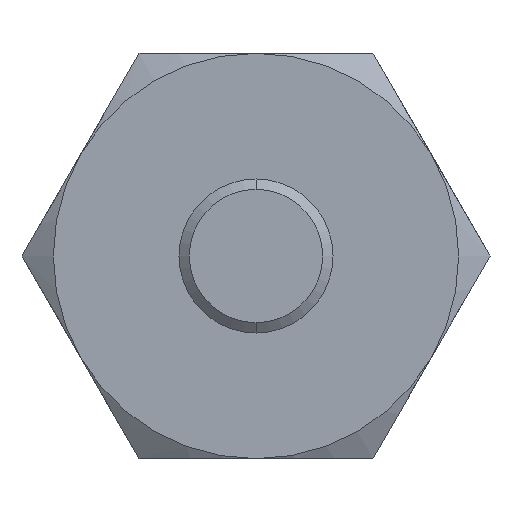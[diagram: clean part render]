
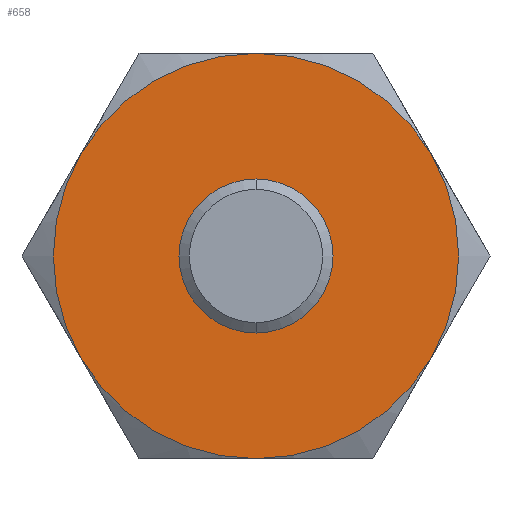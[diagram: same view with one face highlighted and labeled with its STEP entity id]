
A CAD part, front view. The second image highlights one B-rep face of the part: STEP entity #658.
In plain terms, the highlighted planar face has unit normal (0, -1, 0).
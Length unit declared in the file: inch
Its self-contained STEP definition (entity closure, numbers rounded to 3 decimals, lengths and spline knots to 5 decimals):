
#38 = CIRCLE ( 'NONE', #2926, 0.095 ) ;
#120 = CIRCLE ( 'NONE', #3217, 0.25 ) ;
#211 = ORIENTED_EDGE ( 'NONE', *, *, #1756, .T. ) ;
#277 = FACE_BOUND ( 'NONE', #1806, .T. ) ;
#285 = EDGE_CURVE ( 'NONE', #2529, #2869, #38, .T. ) ;
#291 = PLANE ( 'NONE',  #1684 ) ;
#307 = CARTESIAN_POINT ( 'NONE',  ( 0., 0., 0. ) ) ;
#366 = CIRCLE ( 'NONE', #2669, 0.095 ) ;
#427 = DIRECTION ( 'NONE',  ( 0., -1., 0. ) ) ;
#449 = DIRECTION ( 'NONE',  ( 0., -1., 0. ) ) ;
#537 = CARTESIAN_POINT ( 'NONE',  ( -0.21651, 0., 0.125 ) ) ;
#539 = DIRECTION ( 'NONE',  ( 0., 0., 1. ) ) ;
#540 = VERTEX_POINT ( 'NONE', #2263 ) ;
#575 = EDGE_CURVE ( 'NONE', #540, #3188, #2619, .T. ) ;
#651 = VERTEX_POINT ( 'NONE', #1057 ) ;
#658 = ADVANCED_FACE ( 'NONE', ( #277, #1042 ), #291, .F. ) ;
#663 = ORIENTED_EDGE ( 'NONE', *, *, #2913, .T. ) ;
#737 = CARTESIAN_POINT ( 'NONE',  ( 0.21651, 0., 0.125 ) ) ;
#751 = DIRECTION ( 'NONE',  ( 0., -1., 0. ) ) ;
#761 = EDGE_CURVE ( 'NONE', #2895, #540, #2349, .T. ) ;
#762 = DIRECTION ( 'NONE',  ( 0., -1., 0. ) ) ;
#832 = DIRECTION ( 'NONE',  ( 0., 0., 1. ) ) ;
#968 = CARTESIAN_POINT ( 'NONE',  ( 0., 0., -0.25 ) ) ;
#980 = VERTEX_POINT ( 'NONE', #737 ) ;
#1007 = CARTESIAN_POINT ( 'NONE',  ( 0., 0., 0. ) ) ;
#1042 = FACE_OUTER_BOUND ( 'NONE', #1798, .T. ) ;
#1045 = ORIENTED_EDGE ( 'NONE', *, *, #2657, .T. ) ;
#1057 = CARTESIAN_POINT ( 'NONE',  ( 0.21651, 0., -0.125 ) ) ;
#1115 = CARTESIAN_POINT ( 'NONE',  ( 0., 0., 0.25 ) ) ;
#1192 = AXIS2_PLACEMENT_3D ( 'NONE', #2004, #751, #1512 ) ;
#1231 = DIRECTION ( 'NONE',  ( 0., 0., -1. ) ) ;
#1402 = CIRCLE ( 'NONE', #3173, 0.25 ) ;
#1472 = AXIS2_PLACEMENT_3D ( 'NONE', #1007, #449, #2802 ) ;
#1480 = DIRECTION ( 'NONE',  ( 0., 0., -1. ) ) ;
#1512 = DIRECTION ( 'NONE',  ( 0., 0., -1. ) ) ;
#1584 = DIRECTION ( 'NONE',  ( 0., -1., 0. ) ) ;
#1684 = AXIS2_PLACEMENT_3D ( 'NONE', #2079, #2820, #539 ) ;
#1749 = CARTESIAN_POINT ( 'NONE',  ( 0., 0., 0.095 ) ) ;
#1756 = EDGE_CURVE ( 'NONE', #2869, #2529, #366, .T. ) ;
#1783 = AXIS2_PLACEMENT_3D ( 'NONE', #2256, #3310, #1231 ) ;
#1798 = EDGE_LOOP ( 'NONE', ( #2389, #1045, #1887, #2754, #3211, #663 ) ) ;
#1802 = DIRECTION ( 'NONE',  ( 0., 1., 0. ) ) ;
#1806 = EDGE_LOOP ( 'NONE', ( #211, #1891 ) ) ;
#1887 = ORIENTED_EDGE ( 'NONE', *, *, #761, .T. ) ;
#1891 = ORIENTED_EDGE ( 'NONE', *, *, #285, .T. ) ;
#2004 = CARTESIAN_POINT ( 'NONE',  ( 0., 0., 0. ) ) ;
#2079 = CARTESIAN_POINT ( 'NONE',  ( 0.28868, 0., 0. ) ) ;
#2093 = CARTESIAN_POINT ( 'NONE',  ( 0., 0., 0. ) ) ;
#2122 = VERTEX_POINT ( 'NONE', #1115 ) ;
#2170 = AXIS2_PLACEMENT_3D ( 'NONE', #2093, #1584, #2369 ) ;
#2188 = CARTESIAN_POINT ( 'NONE',  ( 0., 0., 0. ) ) ;
#2256 = CARTESIAN_POINT ( 'NONE',  ( 0., 0., 0. ) ) ;
#2263 = CARTESIAN_POINT ( 'NONE',  ( -0.21651, 0., -0.125 ) ) ;
#2345 = DIRECTION ( 'NONE',  ( 0., 1., 0. ) ) ;
#2349 = CIRCLE ( 'NONE', #2170, 0.25 ) ;
#2369 = DIRECTION ( 'NONE',  ( 0., 0., -1. ) ) ;
#2389 = ORIENTED_EDGE ( 'NONE', *, *, #3227, .T. ) ;
#2529 = VERTEX_POINT ( 'NONE', #3153 ) ;
#2569 = DIRECTION ( 'NONE',  ( 0., 0., 1. ) ) ;
#2619 = CIRCLE ( 'NONE', #1472, 0.25 ) ;
#2657 = EDGE_CURVE ( 'NONE', #2122, #2895, #120, .T. ) ;
#2669 = AXIS2_PLACEMENT_3D ( 'NONE', #307, #1802, #2569 ) ;
#2682 = CIRCLE ( 'NONE', #1783, 0.25 ) ;
#2754 = ORIENTED_EDGE ( 'NONE', *, *, #575, .T. ) ;
#2802 = DIRECTION ( 'NONE',  ( 0., 0., -1. ) ) ;
#2820 = DIRECTION ( 'NONE',  ( 0., 1., 0. ) ) ;
#2855 = CARTESIAN_POINT ( 'NONE',  ( 0., 0., 0. ) ) ;
#2869 = VERTEX_POINT ( 'NONE', #1749 ) ;
#2895 = VERTEX_POINT ( 'NONE', #537 ) ;
#2913 = EDGE_CURVE ( 'NONE', #651, #980, #3219, .T. ) ;
#2926 = AXIS2_PLACEMENT_3D ( 'NONE', #2855, #2345, #832 ) ;
#2989 = EDGE_CURVE ( 'NONE', #3188, #651, #2682, .T. ) ;
#3021 = CARTESIAN_POINT ( 'NONE',  ( 0., 0., 0. ) ) ;
#3039 = DIRECTION ( 'NONE',  ( 0., 0., -1. ) ) ;
#3153 = CARTESIAN_POINT ( 'NONE',  ( 0., 0., -0.095 ) ) ;
#3173 = AXIS2_PLACEMENT_3D ( 'NONE', #3021, #762, #3039 ) ;
#3188 = VERTEX_POINT ( 'NONE', #968 ) ;
#3211 = ORIENTED_EDGE ( 'NONE', *, *, #2989, .T. ) ;
#3217 = AXIS2_PLACEMENT_3D ( 'NONE', #2188, #427, #1480 ) ;
#3219 = CIRCLE ( 'NONE', #1192, 0.25 ) ;
#3227 = EDGE_CURVE ( 'NONE', #980, #2122, #1402, .T. ) ;
#3310 = DIRECTION ( 'NONE',  ( 0., -1., 0. ) ) ;
